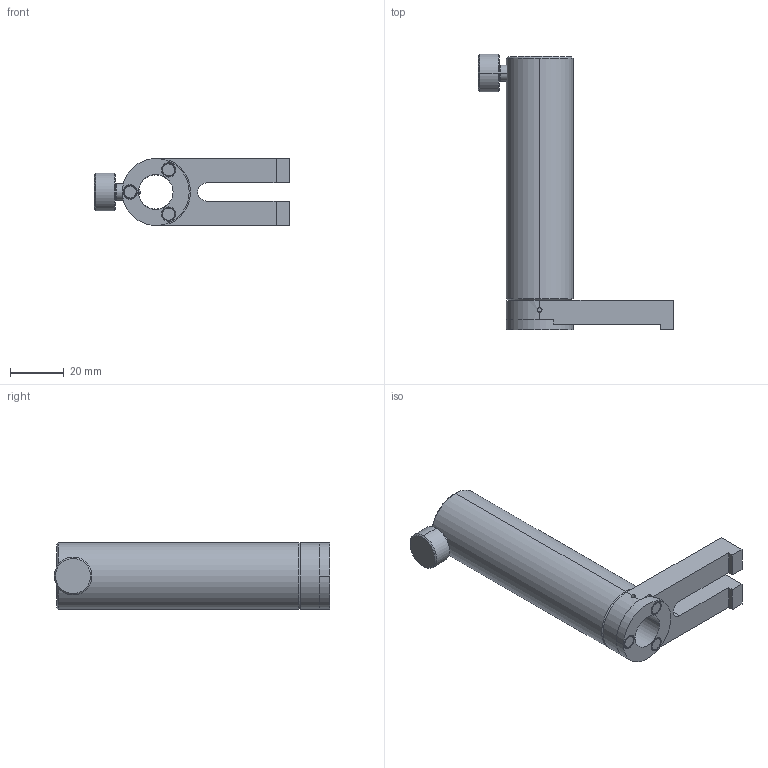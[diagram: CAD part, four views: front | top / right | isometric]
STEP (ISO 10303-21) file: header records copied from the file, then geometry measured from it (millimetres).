
FILE_DESCRIPTION (( 'STEP AP203' ), '1' );
FILE_NAME ('523954.STEP', '2019-10-16T01:47:55', ( '' ), ( '' ), 'SwSTEP 2.0', 'SolidWorks 2016', '' );
FILE_SCHEMA (( 'CONFIG_CONTROL_DESIGN' ));
Length unit declared in the file: millimetre
Products named in the file (2): 523954
Bounding box: 72.91 x 102.95 x 24.99 mm (x, y, z)
Volume: 45561.6 mm3; surface area: 19907.5 mm2
Topology: 8 solids, 8 shells, 128 faces, 295 edges, 179 vertices
Faces by surface type: cylinder 50, plane 38, cone 26, torus 12, sphere 2
Entity records: 3816 total; most frequent: CARTESIAN_POINT 738, DIRECTION 661, ORIENTED_EDGE 566, EDGE_CURVE 283, AXIS2_PLACEMENT_3D 266, VERTEX_POINT 177, EDGE_LOOP 144, CIRCLE 136
